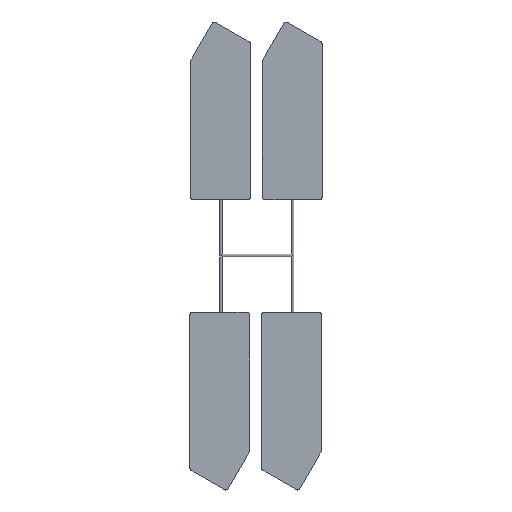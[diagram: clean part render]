
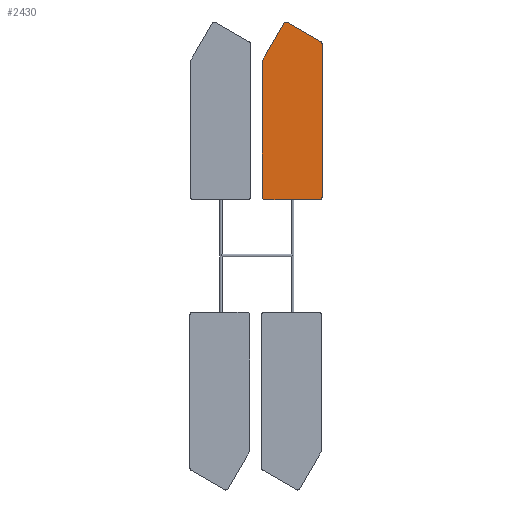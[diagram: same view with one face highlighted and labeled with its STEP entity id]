
A CAD part, top view. The second image highlights one B-rep face of the part: STEP entity #2430.
In plain terms, the highlighted planar face has unit normal (0, 0, 1).
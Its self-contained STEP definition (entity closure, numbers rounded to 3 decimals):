
#55=PLANE('',#2613);
#158=FACE_OUTER_BOUND('',#292,.T.);
#292=EDGE_LOOP('',(#1879,#1880,#1881,#1882,#1883,#1884,#1885,#1886,#1887,
#1888));
#398=CIRCLE('',#2600,0.9);
#400=CIRCLE('',#2603,0.9);
#402=CIRCLE('',#2606,0.9);
#404=CIRCLE('',#2609,0.9);
#406=CIRCLE('',#2612,0.9);
#674=LINE('',#10058,#790);
#681=LINE('',#10072,#797);
#682=LINE('',#10076,#798);
#686=LINE('',#10085,#802);
#692=LINE('',#10098,#808);
#790=VECTOR('',#2901,10.);
#797=VECTOR('',#2910,10.);
#798=VECTOR('',#2913,10.);
#802=VECTOR('',#2919,10.);
#808=VECTOR('',#2927,10.);
#985=VERTEX_POINT('',#10056);
#986=VERTEX_POINT('',#10057);
#990=VERTEX_POINT('',#10066);
#992=VERTEX_POINT('',#10070);
#993=VERTEX_POINT('',#10074);
#994=VERTEX_POINT('',#10075);
#997=VERTEX_POINT('',#10083);
#998=VERTEX_POINT('',#10084);
#1003=VERTEX_POINT('',#10095);
#1004=VERTEX_POINT('',#10097);
#1304=EDGE_CURVE('',#985,#986,#674,.T.);
#1311=EDGE_CURVE('',#990,#992,#681,.T.);
#1312=EDGE_CURVE('',#993,#994,#682,.T.);
#1316=EDGE_CURVE('',#997,#998,#686,.T.);
#1322=EDGE_CURVE('',#1004,#1003,#692,.T.);
#1325=EDGE_CURVE('',#994,#1004,#398,.T.);
#1327=EDGE_CURVE('',#986,#993,#400,.T.);
#1329=EDGE_CURVE('',#992,#985,#402,.T.);
#1331=EDGE_CURVE('',#998,#990,#404,.T.);
#1333=EDGE_CURVE('',#1003,#997,#406,.T.);
#1879=ORIENTED_EDGE('',*,*,#1312,.T.);
#1880=ORIENTED_EDGE('',*,*,#1325,.T.);
#1881=ORIENTED_EDGE('',*,*,#1322,.T.);
#1882=ORIENTED_EDGE('',*,*,#1333,.T.);
#1883=ORIENTED_EDGE('',*,*,#1316,.T.);
#1884=ORIENTED_EDGE('',*,*,#1331,.T.);
#1885=ORIENTED_EDGE('',*,*,#1311,.T.);
#1886=ORIENTED_EDGE('',*,*,#1329,.T.);
#1887=ORIENTED_EDGE('',*,*,#1304,.T.);
#1888=ORIENTED_EDGE('',*,*,#1327,.T.);
#2430=ADVANCED_FACE('',(#158),#55,.T.);
#2600=AXIS2_PLACEMENT_3D('',#10102,#2933,#2934);
#2603=AXIS2_PLACEMENT_3D('',#10105,#2939,#2940);
#2606=AXIS2_PLACEMENT_3D('',#10108,#2945,#2946);
#2609=AXIS2_PLACEMENT_3D('',#10111,#2951,#2952);
#2612=AXIS2_PLACEMENT_3D('',#10114,#2957,#2958);
#2613=AXIS2_PLACEMENT_3D('',#10115,#2959,#2960);
#2901=DIRECTION('',(-0.5,-0.866,0.));
#2910=DIRECTION('',(-0.866,0.5,0.));
#2913=DIRECTION('',(0.,-1.,0.));
#2919=DIRECTION('',(0.,1.,0.));
#2927=DIRECTION('',(1.,0.,0.));
#2933=DIRECTION('center_axis',(0.,0.,1.));
#2934=DIRECTION('ref_axis',(-1.,0.,0.));
#2939=DIRECTION('center_axis',(0.,0.,1.));
#2940=DIRECTION('ref_axis',(-0.866,0.5,0.));
#2945=DIRECTION('center_axis',(0.,0.,1.));
#2946=DIRECTION('ref_axis',(0.5,0.866,0.));
#2951=DIRECTION('center_axis',(0.,0.,1.));
#2952=DIRECTION('ref_axis',(1.,0.,0.));
#2957=DIRECTION('center_axis',(0.,0.,1.));
#2958=DIRECTION('ref_axis',(0.,-1.,0.));
#2959=DIRECTION('center_axis',(0.,0.,1.));
#2960=DIRECTION('ref_axis',(1.,0.,0.));
#10056=CARTESIAN_POINT('',(195.911,45.293,8.));
#10057=CARTESIAN_POINT('',(188.521,32.492,8.));
#10058=CARTESIAN_POINT('',(195.911,45.293,8.));
#10066=CARTESIAN_POINT('',(208.75,38.92,8.));
#10070=CARTESIAN_POINT('',(197.141,45.623,8.));
#10072=CARTESIAN_POINT('',(208.75,38.92,8.));
#10074=CARTESIAN_POINT('',(188.4,32.042,8.));
#10075=CARTESIAN_POINT('',(188.4,-15.317,8.));
#10076=CARTESIAN_POINT('',(188.4,32.042,8.));
#10083=CARTESIAN_POINT('',(209.2,-15.317,8.));
#10084=CARTESIAN_POINT('',(209.2,38.141,8.));
#10085=CARTESIAN_POINT('',(209.2,-15.317,8.));
#10095=CARTESIAN_POINT('',(208.3,-16.217,8.));
#10097=CARTESIAN_POINT('',(189.3,-16.217,8.));
#10098=CARTESIAN_POINT('',(189.3,-16.217,8.));
#10102=CARTESIAN_POINT('Origin',(189.3,-15.317,8.));
#10105=CARTESIAN_POINT('Origin',(189.3,32.042,8.));
#10108=CARTESIAN_POINT('Origin',(196.691,44.843,8.));
#10111=CARTESIAN_POINT('Origin',(208.3,38.141,8.));
#10114=CARTESIAN_POINT('Origin',(208.3,-15.317,8.));
#10115=CARTESIAN_POINT('Origin',(198.8,14.763,8.));
